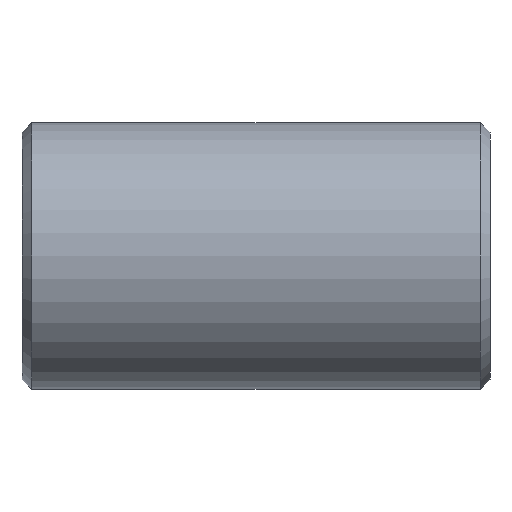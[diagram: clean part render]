
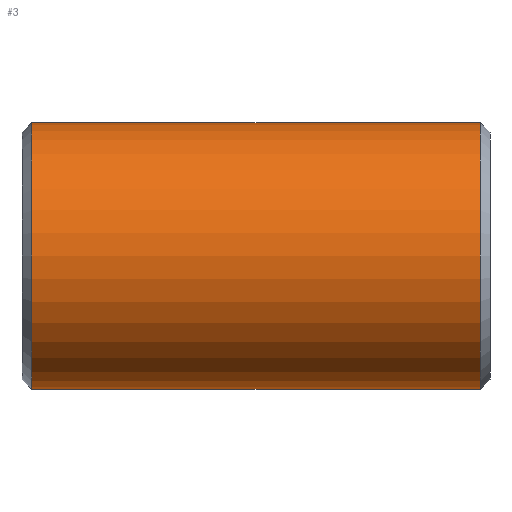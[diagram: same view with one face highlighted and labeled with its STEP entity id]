
A CAD part, front view. The second image highlights one B-rep face of the part: STEP entity #3.
In plain terms, the highlighted cylindrical face has radius 70.65 mm (diameter 141.3 mm), a partial arc.
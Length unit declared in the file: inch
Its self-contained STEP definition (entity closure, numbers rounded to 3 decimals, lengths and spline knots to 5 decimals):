
#3 = ADVANCED_FACE ( 'NONE', ( #405 ), #804, .T. ) ;
#8 = DIRECTION ( 'NONE',  ( 0., 0., 1. ) ) ;
#63 = EDGE_LOOP ( 'NONE', ( #236, #516, #338, #376 ) ) ;
#75 = DIRECTION ( 'NONE',  ( 1., 0., 0. ) ) ;
#86 = DIRECTION ( 'NONE',  ( -1., 0., 0. ) ) ;
#136 = DIRECTION ( 'NONE',  ( -1., 0., 0. ) ) ;
#138 = EDGE_CURVE ( 'NONE', #380, #586, #668, .T. ) ;
#145 = VECTOR ( 'NONE', #136, 39.37008 ) ;
#213 = CARTESIAN_POINT ( 'NONE',  ( 4.67167, 0., 0. ) ) ;
#235 = CARTESIAN_POINT ( 'NONE',  ( 4.67167, 0., -2.7815 ) ) ;
#236 = ORIENTED_EDGE ( 'NONE', *, *, #138, .F. ) ;
#263 = DIRECTION ( 'NONE',  ( -1., 0., 0. ) ) ;
#271 = CARTESIAN_POINT ( 'NONE',  ( 4.88, 0., 0. ) ) ;
#275 = DIRECTION ( 'NONE',  ( 0., 0., -1. ) ) ;
#285 = CARTESIAN_POINT ( 'NONE',  ( 4.88, 0., 2.7815 ) ) ;
#287 = DIRECTION ( 'NONE',  ( -1., 0., 0. ) ) ;
#338 = ORIENTED_EDGE ( 'NONE', *, *, #759, .T. ) ;
#340 = DIRECTION ( 'NONE',  ( 0., 0., 1. ) ) ;
#368 = CIRCLE ( 'NONE', #860, 2.7815 ) ;
#376 = ORIENTED_EDGE ( 'NONE', *, *, #497, .T. ) ;
#380 = VERTEX_POINT ( 'NONE', #235 ) ;
#397 = AXIS2_PLACEMENT_3D ( 'NONE', #271, #263, #340 ) ;
#405 = FACE_OUTER_BOUND ( 'NONE', #63, .T. ) ;
#478 = AXIS2_PLACEMENT_3D ( 'NONE', #672, #75, #8 ) ;
#497 = EDGE_CURVE ( 'NONE', #781, #586, #800, .T. ) ;
#516 = ORIENTED_EDGE ( 'NONE', *, *, #529, .T. ) ;
#529 = EDGE_CURVE ( 'NONE', #380, #657, #368, .T. ) ;
#560 = CARTESIAN_POINT ( 'NONE',  ( -4.67167, 0., -2.7815 ) ) ;
#586 = VERTEX_POINT ( 'NONE', #560 ) ;
#657 = VERTEX_POINT ( 'NONE', #754 ) ;
#667 = VECTOR ( 'NONE', #86, 39.37008 ) ;
#668 = LINE ( 'NONE', #735, #145 ) ;
#672 = CARTESIAN_POINT ( 'NONE',  ( -4.67167, 0., 0. ) ) ;
#735 = CARTESIAN_POINT ( 'NONE',  ( 4.88, 0., -2.7815 ) ) ;
#754 = CARTESIAN_POINT ( 'NONE',  ( 4.67167, 0., 2.7815 ) ) ;
#757 = CARTESIAN_POINT ( 'NONE',  ( -4.67167, 0., 2.7815 ) ) ;
#759 = EDGE_CURVE ( 'NONE', #657, #781, #814, .T. ) ;
#781 = VERTEX_POINT ( 'NONE', #757 ) ;
#800 = CIRCLE ( 'NONE', #478, 2.7815 ) ;
#804 = CYLINDRICAL_SURFACE ( 'NONE', #397, 2.7815 ) ;
#814 = LINE ( 'NONE', #285, #667 ) ;
#860 = AXIS2_PLACEMENT_3D ( 'NONE', #213, #287, #275 ) ;
